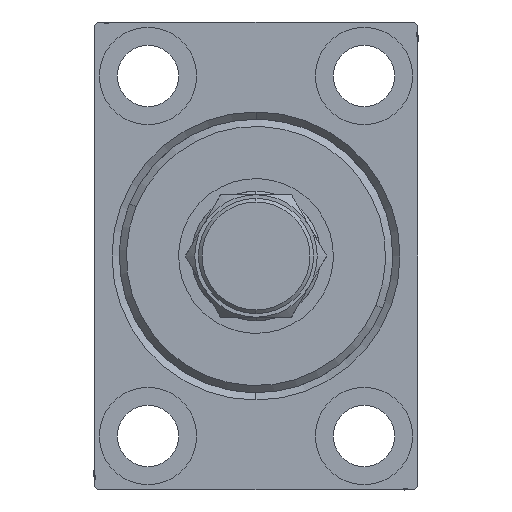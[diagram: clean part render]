
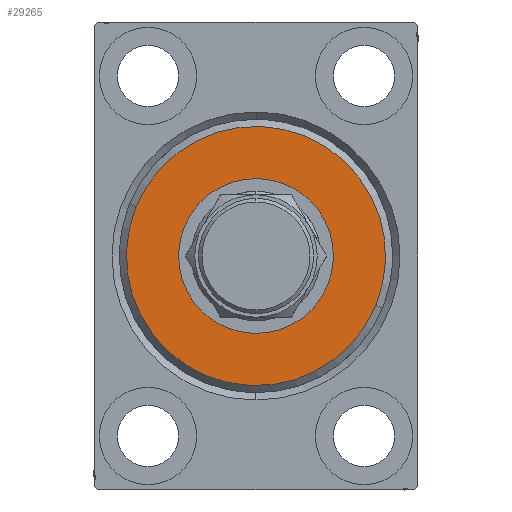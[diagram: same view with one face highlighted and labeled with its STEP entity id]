
A CAD part, left-side view. The second image highlights one B-rep face of the part: STEP entity #29265.
In plain terms, the highlighted face is planar.
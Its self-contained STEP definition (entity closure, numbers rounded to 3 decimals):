
#1024 = FACE_BOUND ( 'NONE', #15707, .T. ) ;
#1048 = DIRECTION ( 'NONE',  ( 0., 0., -1. ) ) ;
#1090 = DIRECTION ( 'NONE',  ( -1., 0., 0. ) ) ;
#1105 = CARTESIAN_POINT ( 'NONE',  ( 3., 0., 18. ) ) ;
#3095 = CARTESIAN_POINT ( 'NONE',  ( 3., 0., 0. ) ) ;
#3668 = EDGE_CURVE ( 'NONE', #11236, #25204, #22564, .T. ) ;
#4472 = AXIS2_PLACEMENT_3D ( 'NONE', #4904, #8367, #35746 ) ;
#4904 = CARTESIAN_POINT ( 'NONE',  ( 3., 0., 0. ) ) ;
#6267 = ORIENTED_EDGE ( 'NONE', *, *, #45102, .T. ) ;
#6512 = ORIENTED_EDGE ( 'NONE', *, *, #11742, .T. ) ;
#7208 = DIRECTION ( 'NONE',  ( 0., 0., -1. ) ) ;
#8055 = AXIS2_PLACEMENT_3D ( 'NONE', #3095, #14552, #7208 ) ;
#8367 = DIRECTION ( 'NONE',  ( 1., 0., 0. ) ) ;
#8390 = DIRECTION ( 'NONE',  ( -1., 0., 0. ) ) ;
#8436 = DIRECTION ( 'NONE',  ( 0., 0., -1. ) ) ;
#10310 = AXIS2_PLACEMENT_3D ( 'NONE', #27336, #44551, #30325 ) ;
#11025 = CIRCLE ( 'NONE', #10310, 18. ) ;
#11236 = VERTEX_POINT ( 'NONE', #36221 ) ;
#11742 = EDGE_CURVE ( 'NONE', #14571, #42782, #11025, .T. ) ;
#11820 = FACE_OUTER_BOUND ( 'NONE', #20007, .T. ) ;
#13501 = ORIENTED_EDGE ( 'NONE', *, *, #3668, .T. ) ;
#13948 = CIRCLE ( 'NONE', #8055, 18. ) ;
#14552 = DIRECTION ( 'NONE',  ( 1., 0., 0. ) ) ;
#14571 = VERTEX_POINT ( 'NONE', #17311 ) ;
#15707 = EDGE_LOOP ( 'NONE', ( #6267, #13501 ) ) ;
#17311 = CARTESIAN_POINT ( 'NONE',  ( 3., 0., -18. ) ) ;
#18080 = AXIS2_PLACEMENT_3D ( 'NONE', #32811, #1090, #8436 ) ;
#19169 = ORIENTED_EDGE ( 'NONE', *, *, #27446, .T. ) ;
#20007 = EDGE_LOOP ( 'NONE', ( #19169, #6512 ) ) ;
#22564 = CIRCLE ( 'NONE', #29172, 10.75 ) ;
#23519 = CARTESIAN_POINT ( 'NONE',  ( 3., 0., 10.75 ) ) ;
#25204 = VERTEX_POINT ( 'NONE', #23519 ) ;
#27336 = CARTESIAN_POINT ( 'NONE',  ( 3., 0., 0. ) ) ;
#27446 = EDGE_CURVE ( 'NONE', #42782, #14571, #13948, .T. ) ;
#29172 = AXIS2_PLACEMENT_3D ( 'NONE', #33453, #8390, #1048 ) ;
#29265 = ADVANCED_FACE ( 'NONE', ( #11820, #1024 ), #39869, .T. ) ;
#30325 = DIRECTION ( 'NONE',  ( 0., 0., -1. ) ) ;
#32811 = CARTESIAN_POINT ( 'NONE',  ( 3., 0., 0. ) ) ;
#33453 = CARTESIAN_POINT ( 'NONE',  ( 3., 0., 0. ) ) ;
#35746 = DIRECTION ( 'NONE',  ( 0., 0., -1. ) ) ;
#36221 = CARTESIAN_POINT ( 'NONE',  ( 3., 0., -10.75 ) ) ;
#39869 = PLANE ( 'NONE',  #4472 ) ;
#42313 = CIRCLE ( 'NONE', #18080, 10.75 ) ;
#42782 = VERTEX_POINT ( 'NONE', #1105 ) ;
#44551 = DIRECTION ( 'NONE',  ( 1., 0., 0. ) ) ;
#45102 = EDGE_CURVE ( 'NONE', #25204, #11236, #42313, .T. ) ;
